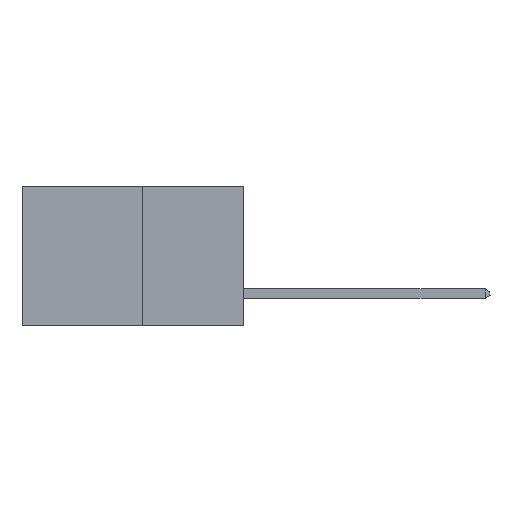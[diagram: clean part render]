
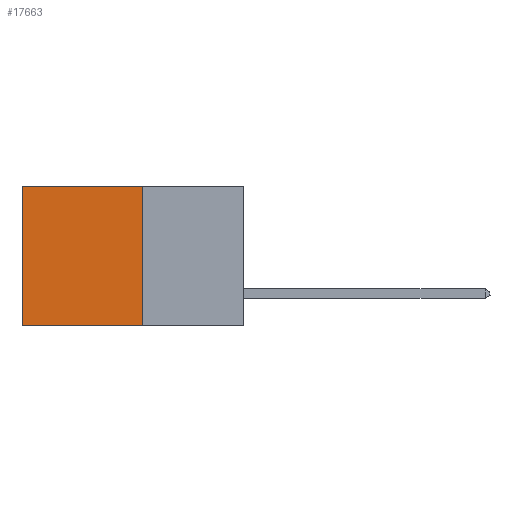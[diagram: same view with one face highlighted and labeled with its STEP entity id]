
A CAD part, left-side view. The second image highlights one B-rep face of the part: STEP entity #17663.
In plain terms, the highlighted planar face has unit normal (-1, 0, 0).
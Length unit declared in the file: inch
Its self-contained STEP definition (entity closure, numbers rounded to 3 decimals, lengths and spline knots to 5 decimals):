
#1018 = VECTOR ( 'NONE', #17211, 39.37008 ) ;
#1043 = CARTESIAN_POINT ( 'NONE',  ( 0.277, 0.59, -0.37 ) ) ;
#1408 = DIRECTION ( 'NONE',  ( 0., 0., -1. ) ) ;
#2766 = CARTESIAN_POINT ( 'NONE',  ( 0.277, 0.59, 0. ) ) ;
#2813 = EDGE_CURVE ( 'NONE', #7720, #14738, #6250, .T. ) ;
#4109 = EDGE_CURVE ( 'NONE', #20186, #16626, #7848, .T. ) ;
#4506 = CARTESIAN_POINT ( 'NONE',  ( 0.277, 0.27, 0. ) ) ;
#5534 = CARTESIAN_POINT ( 'NONE',  ( 0.277, 0.27, -0.37 ) ) ;
#6250 = LINE ( 'NONE', #16942, #11008 ) ;
#6363 = LINE ( 'NONE', #22325, #1018 ) ;
#6725 = PLANE ( 'NONE',  #16388 ) ;
#7720 = VERTEX_POINT ( 'NONE', #4506 ) ;
#7779 = VECTOR ( 'NONE', #15255, 39.37008 ) ;
#7848 = LINE ( 'NONE', #14698, #10944 ) ;
#8488 = CARTESIAN_POINT ( 'NONE',  ( 0.277, 0.27, -0.37 ) ) ;
#10690 = CARTESIAN_POINT ( 'NONE',  ( 0.277, 0.59, -0.37 ) ) ;
#10944 = VECTOR ( 'NONE', #14398, 39.37008 ) ;
#11008 = VECTOR ( 'NONE', #16735, 39.37008 ) ;
#12097 = DIRECTION ( 'NONE',  ( 1., 0., 0. ) ) ;
#13326 = ORIENTED_EDGE ( 'NONE', *, *, #16135, .F. ) ;
#13739 = FACE_OUTER_BOUND ( 'NONE', #15285, .T. ) ;
#14398 = DIRECTION ( 'NONE',  ( 0., 1., 0. ) ) ;
#14698 = CARTESIAN_POINT ( 'NONE',  ( 0.277, 0.27, -0.37 ) ) ;
#14738 = VERTEX_POINT ( 'NONE', #2766 ) ;
#14876 = ORIENTED_EDGE ( 'NONE', *, *, #4109, .F. ) ;
#15255 = DIRECTION ( 'NONE',  ( 0., 0., -1. ) ) ;
#15285 = EDGE_LOOP ( 'NONE', ( #18515, #14876, #13326, #21503 ) ) ;
#15396 = EDGE_CURVE ( 'NONE', #14738, #16626, #22262, .T. ) ;
#16135 = EDGE_CURVE ( 'NONE', #7720, #20186, #6363, .T. ) ;
#16388 = AXIS2_PLACEMENT_3D ( 'NONE', #8488, #12097, #1408 ) ;
#16626 = VERTEX_POINT ( 'NONE', #10690 ) ;
#16735 = DIRECTION ( 'NONE',  ( 0., 1., 0. ) ) ;
#16942 = CARTESIAN_POINT ( 'NONE',  ( 0.277, 0.27, 0. ) ) ;
#17211 = DIRECTION ( 'NONE',  ( 0., 0., -1. ) ) ;
#17663 = ADVANCED_FACE ( 'NONE', ( #13739 ), #6725, .F. ) ;
#18515 = ORIENTED_EDGE ( 'NONE', *, *, #15396, .T. ) ;
#20186 = VERTEX_POINT ( 'NONE', #5534 ) ;
#21503 = ORIENTED_EDGE ( 'NONE', *, *, #2813, .T. ) ;
#22262 = LINE ( 'NONE', #1043, #7779 ) ;
#22325 = CARTESIAN_POINT ( 'NONE',  ( 0.277, 0.27, -0.37 ) ) ;
